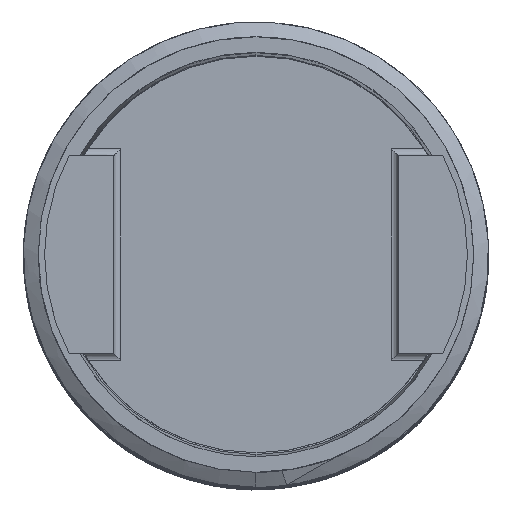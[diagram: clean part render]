
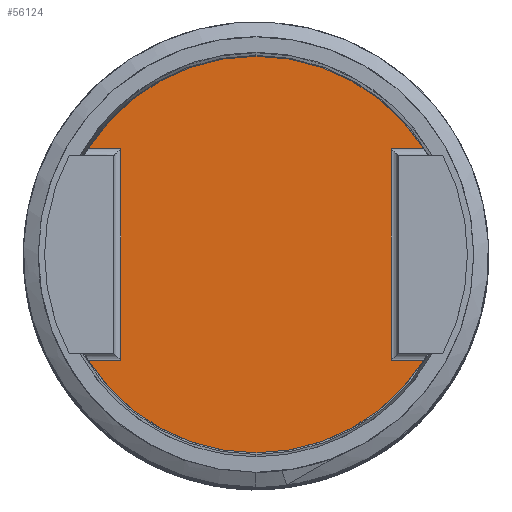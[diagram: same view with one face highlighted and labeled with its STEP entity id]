
A CAD part, top view. The second image highlights one B-rep face of the part: STEP entity #56124.
In plain terms, the highlighted planar face has unit normal (0, 0, 1).
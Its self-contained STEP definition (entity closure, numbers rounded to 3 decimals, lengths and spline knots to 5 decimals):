
#30003=DIRECTION('',(1.,0.,0.));
#30004=VECTOR('',#30003,0.04877);
#30005=CARTESIAN_POINT('',(-0.25377,-0.16,0.));
#30006=LINE('',#30005,#30004);
#30007=DIRECTION('',(0.,1.,0.));
#30008=VECTOR('',#30007,0.32);
#30009=CARTESIAN_POINT('',(-0.205,-0.16,0.));
#30010=LINE('',#30009,#30008);
#30011=DIRECTION('',(-1.,0.,0.));
#30012=VECTOR('',#30011,0.04877);
#30013=CARTESIAN_POINT('',(-0.205,0.16,0.));
#30014=LINE('',#30013,#30012);
#30015=CARTESIAN_POINT('',(0.,0.,0.));
#30016=DIRECTION('',(0.,0.,-1.));
#30017=DIRECTION('',(-0.846,0.533,0.));
#30018=AXIS2_PLACEMENT_3D('',#30015,#30016,#30017);
#30020=DIRECTION('',(-1.,0.,0.));
#30021=VECTOR('',#30020,0.04877);
#30022=CARTESIAN_POINT('',(0.25377,0.16,0.));
#30023=LINE('',#30022,#30021);
#30024=DIRECTION('',(0.,-1.,0.));
#30025=VECTOR('',#30024,0.32);
#30026=CARTESIAN_POINT('',(0.205,0.16,0.));
#30027=LINE('',#30026,#30025);
#30028=DIRECTION('',(1.,0.,0.));
#30029=VECTOR('',#30028,0.04877);
#30030=CARTESIAN_POINT('',(0.205,-0.16,0.));
#30031=LINE('',#30030,#30029);
#30032=CARTESIAN_POINT('',(0.,0.,0.));
#30033=DIRECTION('',(0.,0.,1.));
#30034=DIRECTION('',(-0.846,-0.533,0.));
#30035=AXIS2_PLACEMENT_3D('',#30032,#30033,#30034);
#37158=CARTESIAN_POINT('',(-0.25377,-0.16,0.));
#37159=CARTESIAN_POINT('',(-0.205,-0.16,0.));
#37160=VERTEX_POINT('',#37158);
#37161=VERTEX_POINT('',#37159);
#37164=CARTESIAN_POINT('',(-0.205,0.16,0.));
#37165=VERTEX_POINT('',#37164);
#37166=CARTESIAN_POINT('',(-0.25377,0.16,0.));
#37167=VERTEX_POINT('',#37166);
#37174=CARTESIAN_POINT('',(0.205,-0.16,0.));
#37175=CARTESIAN_POINT('',(0.25377,-0.16,0.));
#37176=VERTEX_POINT('',#37174);
#37177=VERTEX_POINT('',#37175);
#37182=CARTESIAN_POINT('',(0.205,0.16,0.));
#37183=VERTEX_POINT('',#37182);
#37188=CARTESIAN_POINT('',(0.25377,0.16,0.));
#37189=VERTEX_POINT('',#37188);
#56102=CARTESIAN_POINT('',(0.,0.,0.));
#56103=DIRECTION('',(0.,0.,-1.));
#56104=DIRECTION('',(1.,0.,0.));
#56105=AXIS2_PLACEMENT_3D('',#56102,#56103,#56104);
#56106=PLANE('',#56105);
#56108=ORIENTED_EDGE('',*,*,#56107,.T.);
#56110=ORIENTED_EDGE('',*,*,#56109,.T.);
#56112=ORIENTED_EDGE('',*,*,#56111,.T.);
#56114=ORIENTED_EDGE('',*,*,#56113,.T.);
#56116=ORIENTED_EDGE('',*,*,#56115,.T.);
#56117=ORIENTED_EDGE('',*,*,#56092,.T.);
#56119=ORIENTED_EDGE('',*,*,#56118,.T.);
#56121=ORIENTED_EDGE('',*,*,#56120,.F.);
#56122=EDGE_LOOP('',(#56108,#56110,#56112,#56114,#56116,#56117,#56119,#56121));
#56123=FACE_OUTER_BOUND('',#56122,.F.);
#56124=ADVANCED_FACE('',(#56123),#56106,.F.);
#30019=CIRCLE('',#30018,0.3);
#30036=CIRCLE('',#30035,0.3);
#56092=EDGE_CURVE('',#37183,#37176,#30027,.T.);
#56107=EDGE_CURVE('',#37160,#37161,#30006,.T.);
#56109=EDGE_CURVE('',#37161,#37165,#30010,.T.);
#56111=EDGE_CURVE('',#37165,#37167,#30014,.T.);
#56113=EDGE_CURVE('',#37167,#37189,#30019,.T.);
#56115=EDGE_CURVE('',#37189,#37183,#30023,.T.);
#56118=EDGE_CURVE('',#37176,#37177,#30031,.T.);
#56120=EDGE_CURVE('',#37160,#37177,#30036,.T.);
